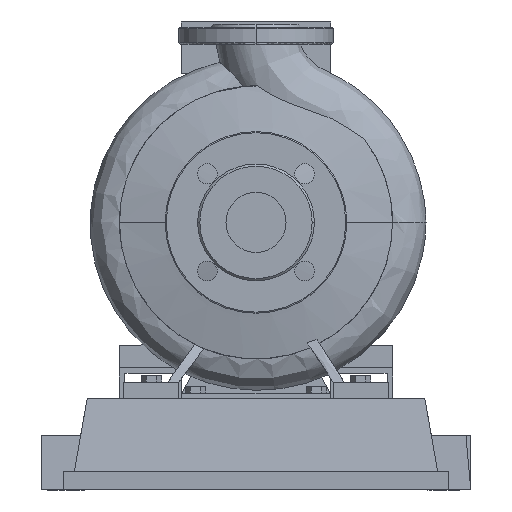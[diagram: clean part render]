
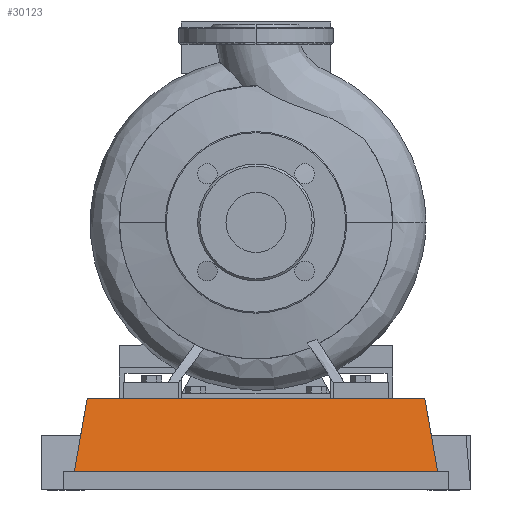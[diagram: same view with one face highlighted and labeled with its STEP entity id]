
A CAD part, left-side view. The second image highlights one B-rep face of the part: STEP entity #30123.
In plain terms, the highlighted planar face has unit normal (-0.985, 0, 0.174).
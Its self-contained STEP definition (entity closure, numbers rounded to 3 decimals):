
#28379=CARTESIAN_POINT('',(-65.,-165.,16.6));
#28380=VERTEX_POINT('',#28379);
#28387=CARTESIAN_POINT('',(-65.,165.0,16.6));
#28388=VERTEX_POINT('',#28387);
#28389=CARTESIAN_POINT('',(-65.,-165.,16.6));
#28390=DIRECTION('',(0.0,1.0,0.0));
#28391=VECTOR('',#28390,330.0);
#28392=LINE('',#28389,#28391);
#28393=EDGE_CURVE('',#28380,#28388,#28392,.T.);
#29857=CARTESIAN_POINT('',(-53.292,-153.292,83.0));
#29858=VERTEX_POINT('',#29857);
#29865=CARTESIAN_POINT('',(-65.,-165.,16.6));
#29866=DIRECTION('',(0.171,0.171,0.97));
#29867=VECTOR('',#29866,68.433);
#29868=LINE('',#29865,#29867);
#29869=EDGE_CURVE('',#28380,#29858,#29868,.T.);
#30100=CARTESIAN_POINT('',(-65.,-165.,16.6));
#30101=DIRECTION('',(-0.985,0.,0.174));
#30102=DIRECTION('',(0.0,-1.0,0.0));
#30103=AXIS2_PLACEMENT_3D('',#30100,#30101,#30102);
#30104=PLANE('',#30103);
#30105=CARTESIAN_POINT('',(-53.292,153.292,83.0));
#30106=VERTEX_POINT('',#30105);
#30107=CARTESIAN_POINT('',(-53.292,-153.292,83.0));
#30108=DIRECTION('',(0.0,1.0,0.0));
#30109=VECTOR('',#30108,306.584);
#30110=LINE('',#30107,#30109);
#30111=EDGE_CURVE('',#29858,#30106,#30110,.T.);
#30112=ORIENTED_EDGE('',*,*,#30111,.T.);
#30113=CARTESIAN_POINT('',(-65.,165.0,16.6));
#30114=DIRECTION('',(0.171,-0.171,0.97));
#30115=VECTOR('',#30114,68.433);
#30116=LINE('',#30113,#30115);
#30117=EDGE_CURVE('',#28388,#30106,#30116,.T.);
#30118=ORIENTED_EDGE('',*,*,#30117,.F.);
#30119=ORIENTED_EDGE('',*,*,#28393,.F.);
#30120=ORIENTED_EDGE('',*,*,#29869,.T.);
#30121=EDGE_LOOP('',(#30112,#30118,#30119,#30120));
#30122=FACE_OUTER_BOUND('',#30121,.T.);
#30123=ADVANCED_FACE('',(#30122),#30104,.T.);
